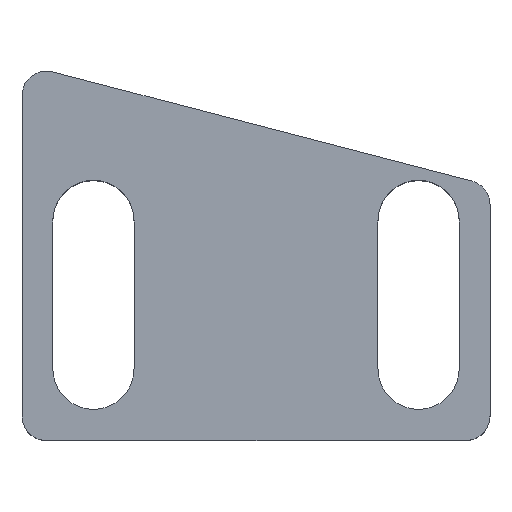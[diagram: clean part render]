
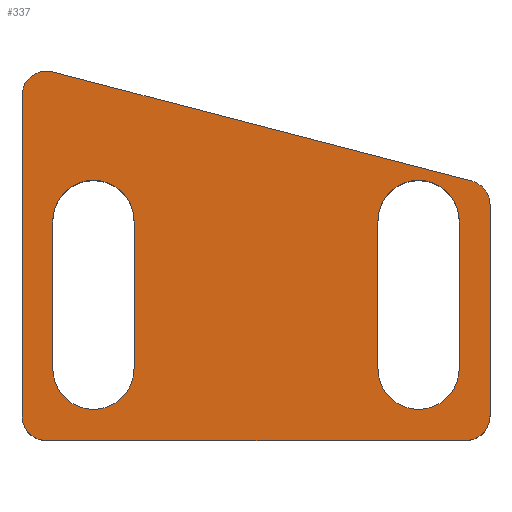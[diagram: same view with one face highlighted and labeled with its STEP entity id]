
A CAD part, top view. The second image highlights one B-rep face of the part: STEP entity #337.
In plain terms, the highlighted planar face has unit normal (0, 0, 1).
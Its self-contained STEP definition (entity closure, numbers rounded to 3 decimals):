
#17=FACE_BOUND('',#54,.T.);
#18=FACE_BOUND('',#55,.T.);
#22=PLANE('',#368);
#33=FACE_OUTER_BOUND('',#53,.T.);
#53=EDGE_LOOP('',(#260,#261,#262,#263,#264,#265,#266,#267));
#54=EDGE_LOOP('',(#268,#269,#270,#271));
#55=EDGE_LOOP('',(#272,#273,#274,#275));
#72=LINE('',#504,#104);
#82=LINE('',#541,#114);
#84=LINE('',#547,#116);
#85=LINE('',#549,#117);
#86=LINE('',#552,#118);
#87=LINE('',#556,#119);
#88=LINE('',#560,#120);
#89=LINE('',#564,#121);
#104=VECTOR('',#401,17.137);
#114=VECTOR('',#433,25.994);
#116=VECTOR('',#439,35.135);
#117=VECTOR('',#442,34.);
#118=VECTOR('',#443,12.);
#119=VECTOR('',#446,12.);
#120=VECTOR('',#449,12.);
#121=VECTOR('',#452,12.);
#133=CIRCLE('',#355,2.);
#141=CIRCLE('',#366,2.);
#142=CIRCLE('',#369,2.);
#143=CIRCLE('',#370,2.);
#144=CIRCLE('',#371,3.3);
#145=CIRCLE('',#372,3.3);
#146=CIRCLE('',#373,3.3);
#147=CIRCLE('',#374,3.3);
#150=VERTEX_POINT('',#494);
#151=VERTEX_POINT('',#496);
#153=VERTEX_POINT('',#502);
#167=VERTEX_POINT('',#534);
#168=VERTEX_POINT('',#535);
#169=VERTEX_POINT('',#540);
#170=VERTEX_POINT('',#544);
#171=VERTEX_POINT('',#546);
#172=VERTEX_POINT('',#550);
#173=VERTEX_POINT('',#551);
#174=VERTEX_POINT('',#553);
#175=VERTEX_POINT('',#555);
#176=VERTEX_POINT('',#558);
#177=VERTEX_POINT('',#559);
#178=VERTEX_POINT('',#561);
#179=VERTEX_POINT('',#563);
#182=EDGE_CURVE('',#150,#151,#133,.T.);
#186=EDGE_CURVE('',#153,#150,#72,.T.);
#201=EDGE_CURVE('',#167,#168,#141,.T.);
#204=EDGE_CURVE('',#169,#168,#82,.T.);
#206=EDGE_CURVE('',#170,#153,#142,.T.);
#207=EDGE_CURVE('',#170,#171,#84,.T.);
#208=EDGE_CURVE('',#169,#171,#143,.T.);
#209=EDGE_CURVE('',#167,#151,#85,.T.);
#210=EDGE_CURVE('',#172,#173,#86,.T.);
#211=EDGE_CURVE('',#173,#174,#144,.T.);
#212=EDGE_CURVE('',#174,#175,#87,.T.);
#213=EDGE_CURVE('',#175,#172,#145,.T.);
#214=EDGE_CURVE('',#176,#177,#88,.T.);
#215=EDGE_CURVE('',#177,#178,#146,.T.);
#216=EDGE_CURVE('',#178,#179,#89,.T.);
#217=EDGE_CURVE('',#179,#176,#147,.T.);
#260=ORIENTED_EDGE('',*,*,#182,.F.);
#261=ORIENTED_EDGE('',*,*,#186,.F.);
#262=ORIENTED_EDGE('',*,*,#206,.F.);
#263=ORIENTED_EDGE('',*,*,#207,.T.);
#264=ORIENTED_EDGE('',*,*,#208,.F.);
#265=ORIENTED_EDGE('',*,*,#204,.T.);
#266=ORIENTED_EDGE('',*,*,#201,.F.);
#267=ORIENTED_EDGE('',*,*,#209,.T.);
#268=ORIENTED_EDGE('',*,*,#210,.T.);
#269=ORIENTED_EDGE('',*,*,#211,.T.);
#270=ORIENTED_EDGE('',*,*,#212,.T.);
#271=ORIENTED_EDGE('',*,*,#213,.T.);
#272=ORIENTED_EDGE('',*,*,#214,.T.);
#273=ORIENTED_EDGE('',*,*,#215,.T.);
#274=ORIENTED_EDGE('',*,*,#216,.T.);
#275=ORIENTED_EDGE('',*,*,#217,.T.);
#337=ADVANCED_FACE('',(#33,#17,#18),#22,.T.);
#355=AXIS2_PLACEMENT_3D('',#497,#394,#395);
#366=AXIS2_PLACEMENT_3D('',#536,#427,#428);
#368=AXIS2_PLACEMENT_3D('',#543,#435,#436);
#369=AXIS2_PLACEMENT_3D('',#545,#437,#438);
#370=AXIS2_PLACEMENT_3D('',#548,#440,#441);
#371=AXIS2_PLACEMENT_3D('',#554,#444,#445);
#372=AXIS2_PLACEMENT_3D('',#557,#447,#448);
#373=AXIS2_PLACEMENT_3D('',#562,#450,#451);
#374=AXIS2_PLACEMENT_3D('',#565,#453,#454);
#394=DIRECTION('center_axis',(0.,0.,-1.));
#395=DIRECTION('ref_axis',(0.707,-0.707,0.));
#401=DIRECTION('',(0.,-1.,0.));
#427=DIRECTION('center_axis',(0.,0.,-1.));
#428=DIRECTION('ref_axis',(-0.707,-0.707,0.));
#433=DIRECTION('',(0.,-1.,0.));
#435=DIRECTION('center_axis',(0.,0.,1.));
#436=DIRECTION('ref_axis',(1.,0.,0.));
#437=DIRECTION('center_axis',(0.,0.,-1.));
#438=DIRECTION('ref_axis',(0.791,0.612,0.));
#439=DIRECTION('',(-0.968,0.252,0.));
#440=DIRECTION('center_axis',(0.,0.,-1.));
#441=DIRECTION('ref_axis',(-0.612,0.791,0.));
#442=DIRECTION('',(1.,0.,0.));
#443=DIRECTION('',(0.,-1.,0.));
#444=DIRECTION('center_axis',(0.,0.,-1.));
#445=DIRECTION('ref_axis',(-1.,0.,0.));
#446=DIRECTION('',(0.,1.,0.));
#447=DIRECTION('center_axis',(0.,0.,-1.));
#448=DIRECTION('ref_axis',(1.,0.,0.));
#449=DIRECTION('',(0.,1.,0.));
#450=DIRECTION('center_axis',(0.,0.,-1.));
#451=DIRECTION('ref_axis',(-1.,0.,0.));
#452=DIRECTION('',(0.,-1.,0.));
#453=DIRECTION('center_axis',(0.,0.,-1.));
#454=DIRECTION('ref_axis',(1.,0.,0.));
#494=CARTESIAN_POINT('',(19.,-14.,0.));
#496=CARTESIAN_POINT('',(17.,-16.,0.));
#497=CARTESIAN_POINT('Origin',(17.,-14.,0.));
#502=CARTESIAN_POINT('',(19.,3.137,0.));
#504=CARTESIAN_POINT('',(19.,18.,0.));
#534=CARTESIAN_POINT('',(-17.,-16.,0.));
#535=CARTESIAN_POINT('',(-19.,-14.,0.));
#536=CARTESIAN_POINT('Origin',(-17.,-14.,0.));
#540=CARTESIAN_POINT('',(-19.,11.994,0.));
#541=CARTESIAN_POINT('',(-19.,-14.,0.));
#543=CARTESIAN_POINT('Origin',(0.,2.,0.));
#544=CARTESIAN_POINT('',(17.504,5.072,0.));
#545=CARTESIAN_POINT('Origin',(17.,3.137,0.));
#546=CARTESIAN_POINT('',(-16.496,13.929,0.));
#547=CARTESIAN_POINT('',(10.431,6.915,0.));
#548=CARTESIAN_POINT('Origin',(-17.,11.994,0.));
#549=CARTESIAN_POINT('',(19.,-16.,0.));
#550=CARTESIAN_POINT('',(16.5,1.823,0.));
#551=CARTESIAN_POINT('',(16.5,-10.177,0.));
#552=CARTESIAN_POINT('',(16.5,1.912,0.));
#553=CARTESIAN_POINT('',(9.9,-10.177,0.));
#554=CARTESIAN_POINT('Origin',(13.2,-10.177,0.));
#555=CARTESIAN_POINT('',(9.9,1.823,0.));
#556=CARTESIAN_POINT('',(9.9,-4.088,0.));
#557=CARTESIAN_POINT('Origin',(13.2,1.823,0.));
#558=CARTESIAN_POINT('',(-16.5,-10.177,0.));
#559=CARTESIAN_POINT('',(-16.5,1.823,0.));
#560=CARTESIAN_POINT('',(-16.5,1.912,0.));
#561=CARTESIAN_POINT('',(-9.9,1.823,0.));
#562=CARTESIAN_POINT('Origin',(-13.2,1.823,0.));
#563=CARTESIAN_POINT('',(-9.9,-10.177,0.));
#564=CARTESIAN_POINT('',(-9.9,-4.088,0.));
#565=CARTESIAN_POINT('Origin',(-13.2,-10.177,0.));
